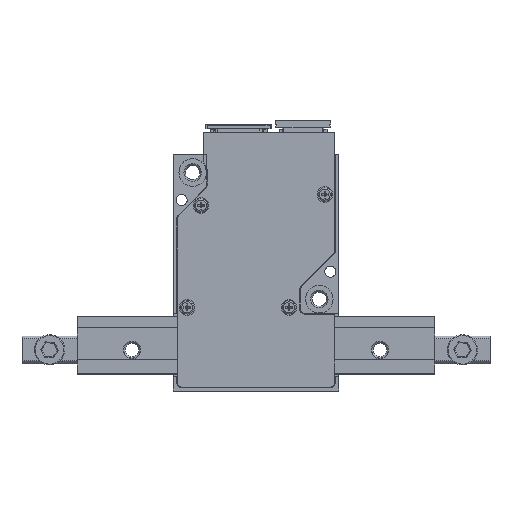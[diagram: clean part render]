
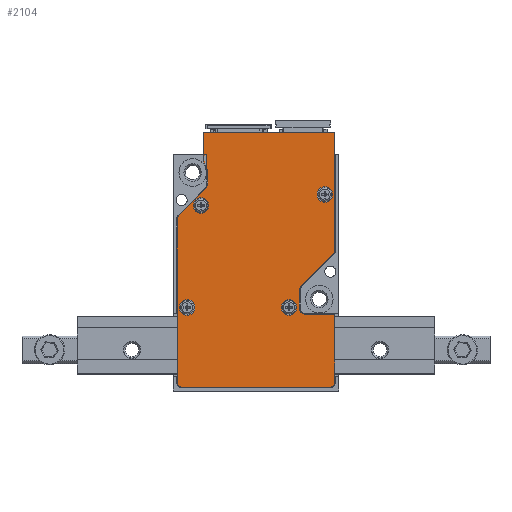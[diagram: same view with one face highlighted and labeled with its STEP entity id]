
A CAD part, top view. The second image highlights one B-rep face of the part: STEP entity #2104.
In plain terms, the highlighted planar face has unit normal (0, 0, 1).
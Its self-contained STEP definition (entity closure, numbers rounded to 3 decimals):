
#1606=FACE_BOUND('',#5580,.T.);
#1607=FACE_BOUND('',#5581,.T.);
#1608=FACE_BOUND('',#5582,.T.);
#1609=FACE_BOUND('',#5583,.T.);
#1610=FACE_BOUND('',#5584,.T.);
#2104=ADVANCED_FACE('',(#1606,#1607,#1608,#1609,#1610),#3309,.F.);
#3309=PLANE('',#26443);
#5580=EDGE_LOOP('',(#8255));
#5581=EDGE_LOOP('',(#8256));
#5582=EDGE_LOOP('',(#8257));
#5583=EDGE_LOOP('',(#8258));
#5584=EDGE_LOOP('',(#8259,#8260,#8261,#8262,#8263,#8264,#8265,#8266,#8267,
#8268,#8269,#8270,#8271,#8272,#8273,#8274,#8275,#8276,#8277));
#7032=CIRCLE('',#26428,2.7);
#7033=CIRCLE('',#26432,1.4);
#7034=CIRCLE('',#26433,1.4);
#7035=CIRCLE('',#26434,1.4);
#7036=CIRCLE('',#26435,1.4);
#7037=CIRCLE('',#26436,1.1);
#7038=CIRCLE('',#26437,0.9);
#7039=CIRCLE('',#26438,1.1);
#7040=CIRCLE('',#26439,0.9);
#7041=CIRCLE('',#26440,0.9);
#7042=CIRCLE('',#26441,0.9);
#7043=CIRCLE('',#26442,1.1);
#8255=ORIENTED_EDGE('',*,*,#17280,.T.);
#8256=ORIENTED_EDGE('',*,*,#17281,.T.);
#8257=ORIENTED_EDGE('',*,*,#17282,.T.);
#8258=ORIENTED_EDGE('',*,*,#17283,.T.);
#8259=ORIENTED_EDGE('',*,*,#17252,.T.);
#8260=ORIENTED_EDGE('',*,*,#17284,.T.);
#8261=ORIENTED_EDGE('',*,*,#17256,.T.);
#8262=ORIENTED_EDGE('',*,*,#17285,.T.);
#8263=ORIENTED_EDGE('',*,*,#17260,.T.);
#8264=ORIENTED_EDGE('',*,*,#17266,.T.);
#8265=ORIENTED_EDGE('',*,*,#17269,.T.);
#8266=ORIENTED_EDGE('',*,*,#17272,.T.);
#8267=ORIENTED_EDGE('',*,*,#17275,.T.);
#8268=ORIENTED_EDGE('',*,*,#17286,.T.);
#8269=ORIENTED_EDGE('',*,*,#17276,.T.);
#8270=ORIENTED_EDGE('',*,*,#17287,.T.);
#8271=ORIENTED_EDGE('',*,*,#17239,.T.);
#8272=ORIENTED_EDGE('',*,*,#17288,.T.);
#8273=ORIENTED_EDGE('',*,*,#17243,.T.);
#8274=ORIENTED_EDGE('',*,*,#17289,.T.);
#8275=ORIENTED_EDGE('',*,*,#17245,.T.);
#8276=ORIENTED_EDGE('',*,*,#17251,.T.);
#8277=ORIENTED_EDGE('',*,*,#17290,.T.);
#14765=VERTEX_POINT('',#35861);
#14766=VERTEX_POINT('',#35863);
#14769=VERTEX_POINT('',#35870);
#14770=VERTEX_POINT('',#35872);
#14771=VERTEX_POINT('',#35876);
#14772=VERTEX_POINT('',#35877);
#14776=VERTEX_POINT('',#35887);
#14777=VERTEX_POINT('',#35891);
#14778=VERTEX_POINT('',#35892);
#14781=VERTEX_POINT('',#35900);
#14782=VERTEX_POINT('',#35901);
#14785=VERTEX_POINT('',#35909);
#14786=VERTEX_POINT('',#35910);
#14790=VERTEX_POINT('',#35920);
#14792=VERTEX_POINT('',#35926);
#14794=VERTEX_POINT('',#35932);
#14796=VERTEX_POINT('',#35938);
#14797=VERTEX_POINT('',#35942);
#14798=VERTEX_POINT('',#35943);
#14801=VERTEX_POINT('',#35951);
#14802=VERTEX_POINT('',#35953);
#14803=VERTEX_POINT('',#35955);
#14804=VERTEX_POINT('',#35957);
#17239=EDGE_CURVE('',#14766,#14765,#20581,.T.);
#17243=EDGE_CURVE('',#14770,#14769,#20585,.T.);
#17245=EDGE_CURVE('',#14771,#14772,#20587,.T.);
#17251=EDGE_CURVE('',#14772,#14776,#20593,.T.);
#17252=EDGE_CURVE('',#14777,#14778,#20594,.T.);
#17256=EDGE_CURVE('',#14781,#14782,#20598,.T.);
#17260=EDGE_CURVE('',#14785,#14786,#20602,.T.);
#17266=EDGE_CURVE('',#14786,#14790,#20608,.T.);
#17269=EDGE_CURVE('',#14790,#14792,#20611,.T.);
#17272=EDGE_CURVE('',#14792,#14794,#7032,.T.);
#17275=EDGE_CURVE('',#14794,#14796,#20615,.T.);
#17276=EDGE_CURVE('',#14797,#14798,#20616,.T.);
#17280=EDGE_CURVE('',#14801,#14801,#7033,.T.);
#17281=EDGE_CURVE('',#14802,#14802,#7034,.T.);
#17282=EDGE_CURVE('',#14803,#14803,#7035,.T.);
#17283=EDGE_CURVE('',#14804,#14804,#7036,.T.);
#17284=EDGE_CURVE('',#14778,#14781,#7037,.T.);
#17285=EDGE_CURVE('',#14782,#14785,#7038,.T.);
#17286=EDGE_CURVE('',#14796,#14797,#7039,.T.);
#17287=EDGE_CURVE('',#14798,#14766,#7040,.T.);
#17288=EDGE_CURVE('',#14765,#14770,#7041,.T.);
#17289=EDGE_CURVE('',#14769,#14771,#7042,.T.);
#17290=EDGE_CURVE('',#14776,#14777,#7043,.T.);
#20581=LINE('',#35862,#23446);
#20585=LINE('',#35871,#23450);
#20587=LINE('',#35875,#23452);
#20593=LINE('',#35888,#23458);
#20594=LINE('',#35890,#23459);
#20598=LINE('',#35899,#23463);
#20602=LINE('',#35908,#23467);
#20608=LINE('',#35921,#23473);
#20611=LINE('',#35927,#23476);
#20615=LINE('',#35939,#23480);
#20616=LINE('',#35941,#23481);
#23446=VECTOR('',#28844,1.);
#23450=VECTOR('',#28850,1.);
#23452=VECTOR('',#28854,1.);
#23458=VECTOR('',#28862,1.);
#23459=VECTOR('',#28865,1.);
#23463=VECTOR('',#28871,1.);
#23467=VECTOR('',#28877,1.);
#23473=VECTOR('',#28885,1.);
#23476=VECTOR('',#28890,1.);
#23480=VECTOR('',#28902,1.);
#23481=VECTOR('',#28905,1.);
#26428=AXIS2_PLACEMENT_3D('',#35933,#28896,#28897);
#26432=AXIS2_PLACEMENT_3D('',#35950,#28911,#28912);
#26433=AXIS2_PLACEMENT_3D('',#35952,#28913,#28914);
#26434=AXIS2_PLACEMENT_3D('',#35954,#28915,#28916);
#26435=AXIS2_PLACEMENT_3D('',#35956,#28917,#28918);
#26436=AXIS2_PLACEMENT_3D('',#35958,#28919,#28920);
#26437=AXIS2_PLACEMENT_3D('',#35959,#28921,#28922);
#26438=AXIS2_PLACEMENT_3D('',#35960,#28923,#28924);
#26439=AXIS2_PLACEMENT_3D('',#35961,#28925,#28926);
#26440=AXIS2_PLACEMENT_3D('',#35962,#28927,#28928);
#26441=AXIS2_PLACEMENT_3D('',#35963,#28929,#28930);
#26442=AXIS2_PLACEMENT_3D('',#35964,#28931,#28932);
#26443=AXIS2_PLACEMENT_3D('',#35965,#28933,#28934);
#28844=DIRECTION('',(0.,-1.,0.));
#28850=DIRECTION('',(1.,0.,0.));
#28854=DIRECTION('',(0.,1.,0.));
#28862=DIRECTION('',(-1.,0.,0.));
#28865=DIRECTION('',(0.,1.,0.));
#28871=DIRECTION('',(0.707,0.707,0.));
#28877=DIRECTION('',(0.,1.,0.));
#28885=DIRECTION('',(-1.,0.,0.));
#28890=DIRECTION('',(0.,-1.,0.));
#28896=DIRECTION('',(0.,0.,-1.));
#28897=DIRECTION('',(1.,0.,0.));
#28902=DIRECTION('',(0.,-1.,0.));
#28905=DIRECTION('',(-0.707,-0.707,0.));
#28911=DIRECTION('',(0.,0.,-1.));
#28912=DIRECTION('',(-1.,0.,0.));
#28913=DIRECTION('',(0.,0.,-1.));
#28914=DIRECTION('',(-1.,0.,0.));
#28915=DIRECTION('',(0.,0.,-1.));
#28916=DIRECTION('',(-1.,0.,0.));
#28917=DIRECTION('',(0.,0.,-1.));
#28918=DIRECTION('',(-1.,0.,0.));
#28919=DIRECTION('',(0.,0.,-1.));
#28920=DIRECTION('',(-1.,0.,0.));
#28921=DIRECTION('',(0.,0.,1.));
#28922=DIRECTION('',(-1.,0.,0.));
#28923=DIRECTION('',(0.,0.,-1.));
#28924=DIRECTION('',(-1.,0.,0.));
#28925=DIRECTION('',(0.,0.,1.));
#28926=DIRECTION('',(-1.,0.,0.));
#28927=DIRECTION('',(0.,0.,1.));
#28928=DIRECTION('',(-1.,0.,0.));
#28929=DIRECTION('',(0.,0.,1.));
#28930=DIRECTION('',(-1.,0.,0.));
#28931=DIRECTION('',(0.,0.,-1.));
#28932=DIRECTION('',(-1.,0.,0.));
#28933=DIRECTION('',(0.,0.,-1.));
#28934=DIRECTION('',(-1.,0.,0.));
#35861=CARTESIAN_POINT('',(-14.3,1.6,0.1));
#35862=CARTESIAN_POINT('',(-14.3,31.643,0.1));
#35863=CARTESIAN_POINT('',(-14.3,31.271,0.1));
#35870=CARTESIAN_POINT('',(13.4,0.7,0.1));
#35871=CARTESIAN_POINT('',(-14.3,0.7,0.1));
#35872=CARTESIAN_POINT('',(-13.4,0.7,0.1));
#35875=CARTESIAN_POINT('',(14.3,0.7,0.1));
#35876=CARTESIAN_POINT('',(14.3,1.6,0.1));
#35877=CARTESIAN_POINT('',(14.3,13.95,0.1));
#35887=CARTESIAN_POINT('',(9.,13.95,0.1));
#35888=CARTESIAN_POINT('',(14.3,13.95,0.1));
#35890=CARTESIAN_POINT('',(7.9,13.95,0.1));
#35891=CARTESIAN_POINT('',(7.9,15.05,0.1));
#35892=CARTESIAN_POINT('',(7.9,18.315,0.1));
#35899=CARTESIAN_POINT('',(7.9,18.771,0.1));
#35900=CARTESIAN_POINT('',(8.222,19.093,0.1));
#35901=CARTESIAN_POINT('',(14.036,24.907,0.1));
#35908=CARTESIAN_POINT('',(14.3,25.171,0.1));
#35909=CARTESIAN_POINT('',(14.3,25.544,0.1));
#35910=CARTESIAN_POINT('',(14.3,47.,0.1));
#35920=CARTESIAN_POINT('',(-9.6,47.,0.1));
#35921=CARTESIAN_POINT('',(14.3,47.,0.1));
#35926=CARTESIAN_POINT('',(-9.6,41.618,0.1));
#35927=CARTESIAN_POINT('',(-9.6,47.,0.1));
#35932=CARTESIAN_POINT('',(-8.8,39.7,0.1));
#35933=CARTESIAN_POINT('',(-11.5,39.7,0.1));
#35938=CARTESIAN_POINT('',(-8.8,37.599,0.1));
#35939=CARTESIAN_POINT('',(-8.8,39.7,0.1));
#35941=CARTESIAN_POINT('',(-8.8,37.143,0.1));
#35942=CARTESIAN_POINT('',(-9.122,36.821,0.1));
#35943=CARTESIAN_POINT('',(-14.036,31.907,0.1));
#35950=CARTESIAN_POINT('',(12.5,35.7,0.1));
#35951=CARTESIAN_POINT('',(11.1,35.7,0.1));
#35952=CARTESIAN_POINT('',(6.,15.2,0.1));
#35953=CARTESIAN_POINT('',(4.6,15.2,0.1));
#35954=CARTESIAN_POINT('',(-10.,33.7,0.1));
#35955=CARTESIAN_POINT('',(-11.4,33.7,0.1));
#35956=CARTESIAN_POINT('',(-12.5,15.2,0.1));
#35957=CARTESIAN_POINT('',(-13.9,15.2,0.1));
#35958=CARTESIAN_POINT('',(9.,18.315,0.1));
#35959=CARTESIAN_POINT('',(13.4,25.544,0.1));
#35960=CARTESIAN_POINT('',(-9.9,37.599,0.1));
#35961=CARTESIAN_POINT('',(-13.4,31.271,0.1));
#35962=CARTESIAN_POINT('',(-13.4,1.6,0.1));
#35963=CARTESIAN_POINT('',(13.4,1.6,0.1));
#35964=CARTESIAN_POINT('',(9.,15.05,0.1));
#35965=CARTESIAN_POINT('',(-11.5,39.7,0.1));
